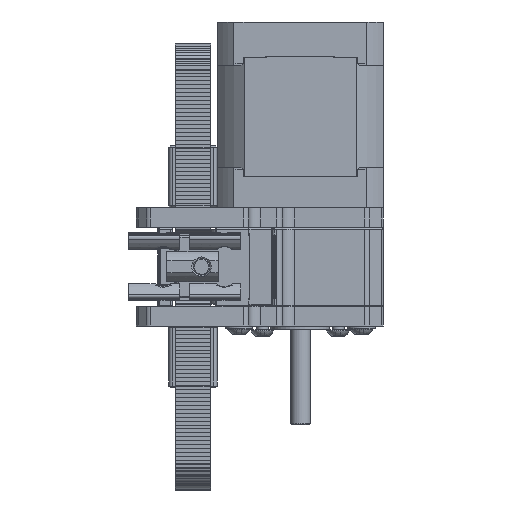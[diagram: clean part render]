
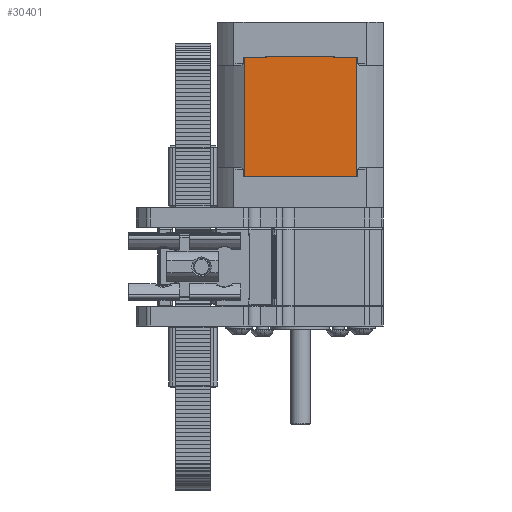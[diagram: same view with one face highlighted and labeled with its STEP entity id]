
A CAD part, left-side view. The second image highlights one B-rep face of the part: STEP entity #30401.
In plain terms, the highlighted planar face has unit normal (-1, 0, 0).
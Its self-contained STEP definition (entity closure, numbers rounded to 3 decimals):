
#1693=PLANE('',#33176);
#5185=LINE('',#51194,#8432);
#5188=LINE('',#51205,#8435);
#5190=LINE('',#51214,#8437);
#5192=LINE('',#51218,#8439);
#5194=LINE('',#51221,#8441);
#5393=LINE('',#51895,#8640);
#5395=LINE('',#51902,#8642);
#5396=LINE('',#51904,#8643);
#5397=LINE('',#51906,#8644);
#5398=LINE('',#51908,#8645);
#5399=LINE('',#51910,#8646);
#5400=LINE('',#51911,#8647);
#8432=VECTOR('',#40554,30.2);
#8435=VECTOR('',#40563,0.1);
#8437=VECTOR('',#40571,0.1);
#8439=VECTOR('',#40577,5.724);
#8441=VECTOR('',#40581,5.724);
#8640=VECTOR('',#41236,17.012);
#8642=VECTOR('',#41244,0.1);
#8643=VECTOR('',#41245,5.724);
#8644=VECTOR('',#41246,30.2);
#8645=VECTOR('',#41247,5.724);
#8646=VECTOR('',#41248,0.1);
#8647=VECTOR('',#41249,17.012);
#10241=FACE_OUTER_BOUND('',#11966,.T.);
#11966=EDGE_LOOP('',(#28031,#28032,#28033,#28034,#28035,#28036,#28037,#28038,
#28039,#28040,#28041,#28042));
#15502=VERTEX_POINT('',#51191);
#15503=VERTEX_POINT('',#51193);
#15507=VERTEX_POINT('',#51202);
#15508=VERTEX_POINT('',#51204);
#15511=VERTEX_POINT('',#51211);
#15512=VERTEX_POINT('',#51213);
#15729=VERTEX_POINT('',#51893);
#15731=VERTEX_POINT('',#51901);
#15732=VERTEX_POINT('',#51903);
#15733=VERTEX_POINT('',#51905);
#15734=VERTEX_POINT('',#51907);
#15735=VERTEX_POINT('',#51909);
#19537=EDGE_CURVE('',#15503,#15502,#5185,.T.);
#19542=EDGE_CURVE('',#15508,#15507,#5188,.T.);
#19546=EDGE_CURVE('',#15512,#15511,#5190,.T.);
#19549=EDGE_CURVE('',#15502,#15512,#5192,.T.);
#19551=EDGE_CURVE('',#15507,#15503,#5194,.T.);
#19872=EDGE_CURVE('',#15511,#15729,#5393,.T.);
#19875=EDGE_CURVE('',#15729,#15731,#5395,.T.);
#19876=EDGE_CURVE('',#15732,#15731,#5396,.T.);
#19877=EDGE_CURVE('',#15733,#15732,#5397,.T.);
#19878=EDGE_CURVE('',#15734,#15733,#5398,.T.);
#19879=EDGE_CURVE('',#15734,#15735,#5399,.T.);
#19880=EDGE_CURVE('',#15735,#15508,#5400,.T.);
#28031=ORIENTED_EDGE('',*,*,#19872,.T.);
#28032=ORIENTED_EDGE('',*,*,#19875,.T.);
#28033=ORIENTED_EDGE('',*,*,#19876,.F.);
#28034=ORIENTED_EDGE('',*,*,#19877,.F.);
#28035=ORIENTED_EDGE('',*,*,#19878,.F.);
#28036=ORIENTED_EDGE('',*,*,#19879,.T.);
#28037=ORIENTED_EDGE('',*,*,#19880,.T.);
#28038=ORIENTED_EDGE('',*,*,#19542,.T.);
#28039=ORIENTED_EDGE('',*,*,#19551,.T.);
#28040=ORIENTED_EDGE('',*,*,#19537,.T.);
#28041=ORIENTED_EDGE('',*,*,#19549,.T.);
#28042=ORIENTED_EDGE('',*,*,#19546,.T.);
#30401=ADVANCED_FACE('',(#10241),#1693,.T.);
#33176=AXIS2_PLACEMENT_3D('',#51900,#41242,#41243);
#40554=DIRECTION('',(0.,0.,-1.));
#40563=DIRECTION('',(0.,0.,-1.));
#40571=DIRECTION('',(0.,0.,-1.));
#40577=DIRECTION('',(0.,-1.,0.));
#40581=DIRECTION('',(0.,1.,0.));
#41236=DIRECTION('',(0.,-1.,0.));
#41242=DIRECTION('center_axis',(-1.,0.,0.));
#41243=DIRECTION('ref_axis',(0.,0.,1.));
#41244=DIRECTION('',(0.,0.,1.));
#41245=DIRECTION('',(0.,1.,0.));
#41246=DIRECTION('',(0.,0.,-1.));
#41247=DIRECTION('',(0.,-1.,0.));
#41248=DIRECTION('',(0.,0.,1.));
#41249=DIRECTION('',(0.,1.,0.));
#51191=CARTESIAN_POINT('',(-21.1,14.23,-19.54));
#51193=CARTESIAN_POINT('',(-21.1,14.23,10.66));
#51194=CARTESIAN_POINT('',(-21.1,14.23,10.66));
#51202=CARTESIAN_POINT('',(-21.1,8.506,10.66));
#51204=CARTESIAN_POINT('',(-21.1,8.506,10.76));
#51205=CARTESIAN_POINT('',(-21.1,8.506,10.76));
#51211=CARTESIAN_POINT('',(-21.1,8.506,-19.64));
#51213=CARTESIAN_POINT('',(-21.1,8.506,-19.54));
#51214=CARTESIAN_POINT('',(-21.1,8.506,-19.54));
#51218=CARTESIAN_POINT('',(-21.1,14.23,-19.54));
#51221=CARTESIAN_POINT('',(-21.1,8.506,10.66));
#51893=CARTESIAN_POINT('',(-21.1,-8.506,-19.64));
#51895=CARTESIAN_POINT('',(-21.1,8.506,-19.64));
#51900=CARTESIAN_POINT('Origin',(-21.1,-14.231,-19.641));
#51901=CARTESIAN_POINT('',(-21.1,-8.506,-19.54));
#51902=CARTESIAN_POINT('',(-21.1,-8.506,-19.64));
#51903=CARTESIAN_POINT('',(-21.1,-14.23,-19.54));
#51904=CARTESIAN_POINT('',(-21.1,-14.23,-19.54));
#51905=CARTESIAN_POINT('',(-21.1,-14.23,10.66));
#51906=CARTESIAN_POINT('',(-21.1,-14.23,10.66));
#51907=CARTESIAN_POINT('',(-21.1,-8.506,10.66));
#51908=CARTESIAN_POINT('',(-21.1,-8.506,10.66));
#51909=CARTESIAN_POINT('',(-21.1,-8.506,10.76));
#51910=CARTESIAN_POINT('',(-21.1,-8.506,10.66));
#51911=CARTESIAN_POINT('',(-21.1,-8.506,10.76));
